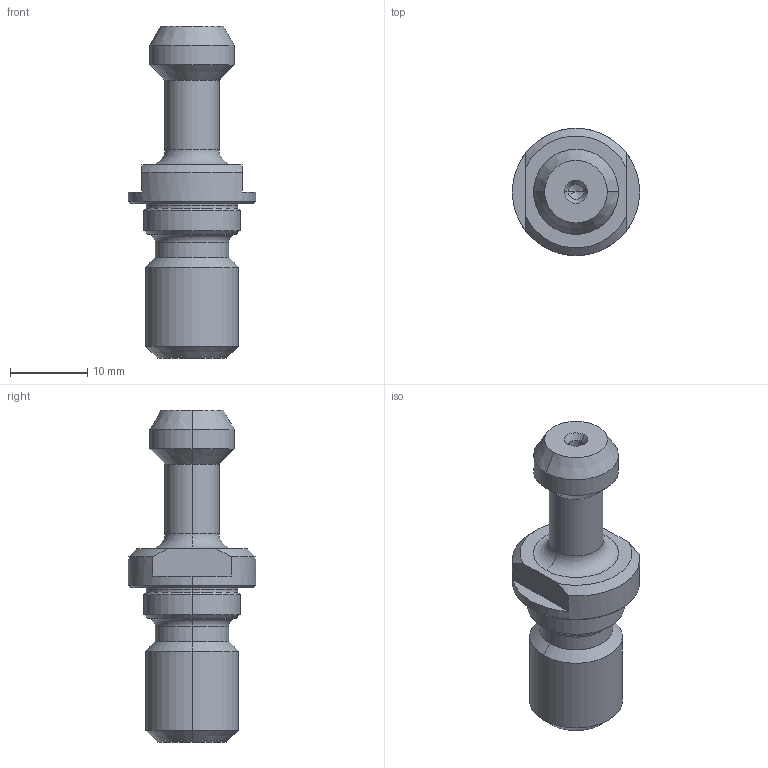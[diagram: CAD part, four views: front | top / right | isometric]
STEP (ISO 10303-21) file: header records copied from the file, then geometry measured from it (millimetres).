
FILE_DESCRIPTION (( 'STEP AP214' ), '1' );
FILE_NAME ('B30-4500-EU.STEP', '2020-09-09T09:13:07', ( '' ), ( '' ), 'SwSTEP 2.0', 'SolidWorks 2017', '' );
FILE_SCHEMA (( 'AUTOMOTIVE_DESIGN' ));
Length unit declared in the file: millimetre
Products named in the file (1): B30-4500-EU
Bounding box: 16.5 x 16.5 x 43 mm (x, y, z)
Volume: 4021.2 mm3; surface area: 1942 mm2
Topology: 1 solids, 1 shells, 59 faces, 126 edges, 70 vertices
Faces by surface type: cone 26, cylinder 18, plane 9, torus 6
Entity records: 1612 total; most frequent: DIRECTION 306, CARTESIAN_POINT 264, ORIENTED_EDGE 244, AXIS2_PLACEMENT_3D 128, EDGE_CURVE 122, VERTEX_POINT 70, CIRCLE 68, EDGE_LOOP 64
